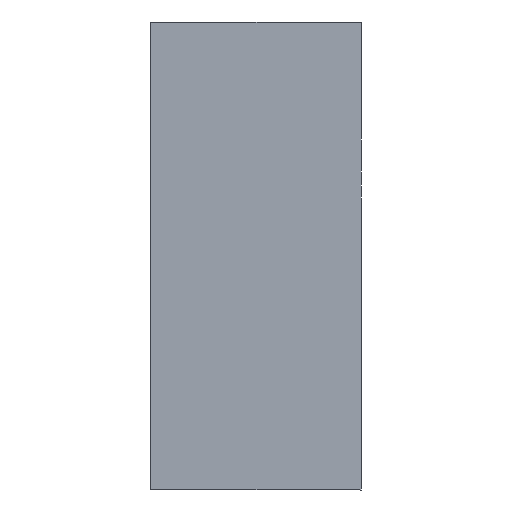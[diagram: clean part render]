
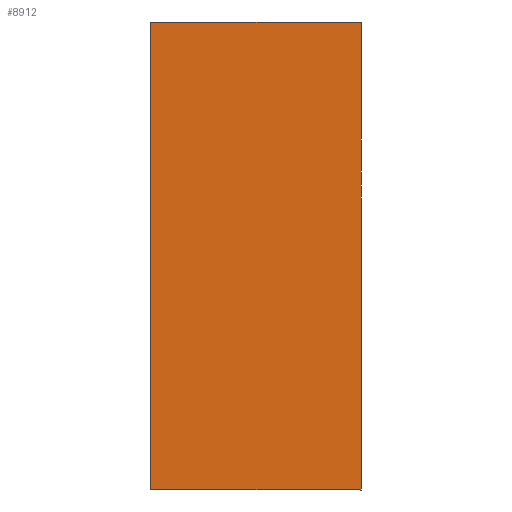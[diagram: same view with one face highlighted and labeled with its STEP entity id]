
A CAD part, left-side view. The second image highlights one B-rep face of the part: STEP entity #8912.
In plain terms, the highlighted planar face has unit normal (-1, 0, 0).
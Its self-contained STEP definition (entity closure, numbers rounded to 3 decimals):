
#993=FACE_OUTER_BOUND('',#1494,.T.);
#1494=EDGE_LOOP('',(#5915,#5916,#5917,#5918));
#2025=LINE('',#10771,#2799);
#2026=LINE('',#10773,#2800);
#2027=LINE('',#10775,#2801);
#2028=LINE('',#10776,#2802);
#2799=VECTOR('',#9619,10.);
#2800=VECTOR('',#9620,10.);
#2801=VECTOR('',#9621,10.);
#2802=VECTOR('',#9622,10.);
#3573=VERTEX_POINT('',#10769);
#3574=VERTEX_POINT('',#10770);
#3575=VERTEX_POINT('',#10772);
#3576=VERTEX_POINT('',#10774);
#4509=EDGE_CURVE('',#3573,#3574,#2025,.T.);
#4510=EDGE_CURVE('',#3575,#3573,#2026,.T.);
#4511=EDGE_CURVE('',#3576,#3575,#2027,.T.);
#4512=EDGE_CURVE('',#3574,#3576,#2028,.T.);
#5915=ORIENTED_EDGE('',*,*,#4509,.F.);
#5916=ORIENTED_EDGE('',*,*,#4510,.F.);
#5917=ORIENTED_EDGE('',*,*,#4511,.F.);
#5918=ORIENTED_EDGE('',*,*,#4512,.F.);
#8727=PLANE('',#9427);
#8912=ADVANCED_FACE('',(#993),#8727,.F.);
#9427=AXIS2_PLACEMENT_3D('',#10768,#9617,#9618);
#9617=DIRECTION('center_axis',(1.,0.,0.));
#9618=DIRECTION('ref_axis',(0.,0.,-1.));
#9619=DIRECTION('',(0.,0.,1.));
#9620=DIRECTION('',(0.,1.,0.));
#9621=DIRECTION('',(0.,0.,-1.));
#9622=DIRECTION('',(0.,-1.,0.));
#10768=CARTESIAN_POINT('Origin',(-22.05,0.,-19.5));
#10769=CARTESIAN_POINT('',(-22.05,5.4,-21.5));
#10770=CARTESIAN_POINT('',(-22.05,5.4,-9.5));
#10771=CARTESIAN_POINT('',(-22.05,5.4,-19.5));
#10772=CARTESIAN_POINT('',(-22.05,0.,-21.5));
#10773=CARTESIAN_POINT('',(-22.05,-8.436,-21.5));
#10774=CARTESIAN_POINT('',(-22.05,0.,-9.5));
#10775=CARTESIAN_POINT('',(-22.05,0.,-19.5));
#10776=CARTESIAN_POINT('',(-22.05,0.725,-9.5));
